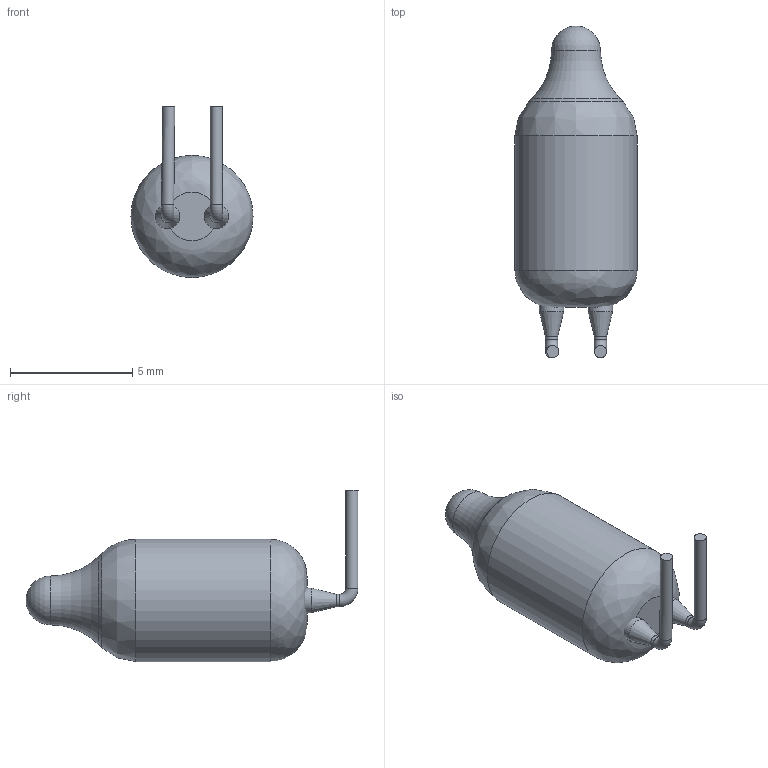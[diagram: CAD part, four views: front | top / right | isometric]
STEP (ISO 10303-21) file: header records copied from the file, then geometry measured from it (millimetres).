
FILE_DESCRIPTION(/* description */ (''),/* implementation_level */ '2;1');
FILE_NAME(/* name */ 'NE-2 - 5x12 no with legs.step',/* time_stamp */ '2024-02-10T22:12:04+02:00',/* author */ (''),/* organization */ (''),/* preprocessor_version */ 'ST-DEVELOPER v20',/* originating_system */ 'Autodesk Translation Framework v12.20.1.177',/* authorisation */ '');
FILE_SCHEMA (('AUTOMOTIVE_DESIGN { 1 0 10303 214 3 1 1 }'));
Length unit declared in the file: millimetre
Products named in the file (1): NE-2 - 5x12
Bounding box: 5 x 13.59 x 7 mm (x, y, z)
Volume: 126.8 mm3; surface area: 410.3 mm2
Topology: 4 solids, 5 shells, 40 faces, 77 edges, 47 vertices
Faces by surface type: plane 11, bspline 9, cylinder 8, torus 6, cone 4, sphere 2
Full cylindrical faces by diameter (mm): 0.5 x2, 0.501 x2, 1 x2, 4 x1, 5 x1
Entity records: 1377 total; most frequent: CARTESIAN_POINT 546, DIRECTION 175, ORIENTED_EDGE 150, AXIS2_PLACEMENT_3D 81, EDGE_CURVE 75, VERTEX_POINT 47, CIRCLE 45, EDGE_LOOP 42
